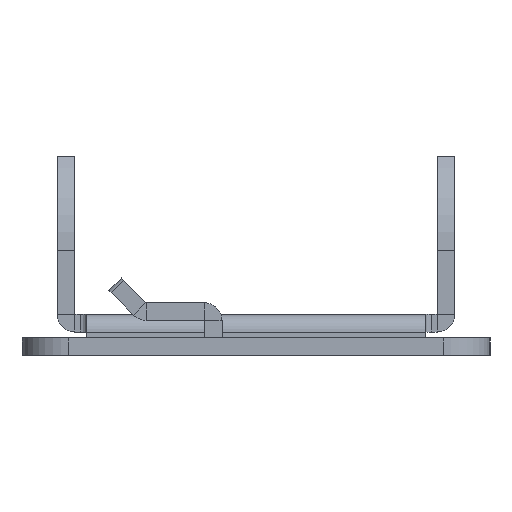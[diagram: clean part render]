
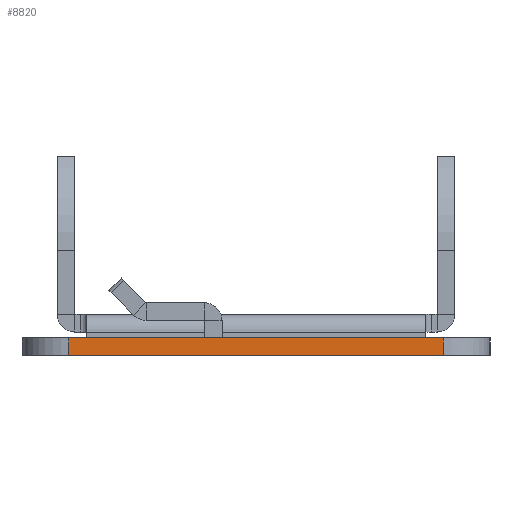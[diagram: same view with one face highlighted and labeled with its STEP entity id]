
A CAD part, left-side view. The second image highlights one B-rep face of the part: STEP entity #8820.
In plain terms, the highlighted planar face has unit normal (-1, 0, 0).
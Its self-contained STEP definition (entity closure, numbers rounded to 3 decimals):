
#39 = CARTESIAN_POINT ( 'NONE',  ( -275.01, -20., -2. ) ) ;
#44 = PLANE ( 'NONE',  #306 ) ;
#49 = DIRECTION ( 'NONE',  ( -1., 0., 0. ) ) ;
#50 = DIRECTION ( 'NONE',  ( 0., 0., 1. ) ) ;
#306 = AXIS2_PLACEMENT_3D ( 'NONE', #39, #49, #50 ) ;
#1445 = FACE_OUTER_BOUND ( 'NONE', #2402, .T. ) ;
#1556 = CARTESIAN_POINT ( 'NONE',  ( -275.01, 20., -2. ) ) ;
#1557 = DIRECTION ( 'NONE',  ( 0., -1., 0. ) ) ;
#1597 = CARTESIAN_POINT ( 'NONE',  ( -275.01, -14.49, -0.5 ) ) ;
#1600 = DIRECTION ( 'NONE',  ( 0., 1., 0. ) ) ;
#2402 = EDGE_LOOP ( 'NONE', ( #5920, #5914, #5908, #5902 ) ) ;
#2573 = VECTOR ( 'NONE', #1557, 1000. ) ;
#2578 = LINE ( 'NONE', #1556, #2573 ) ;
#2621 = LINE ( 'NONE', #1597, #2634 ) ;
#2634 = VECTOR ( 'NONE', #1600, 1000. ) ;
#3232 = CARTESIAN_POINT ( 'NONE',  ( -275.01, -16., -0.5 ) ) ;
#3233 = CARTESIAN_POINT ( 'NONE',  ( -275.01, 16., -0.5 ) ) ;
#3246 = CARTESIAN_POINT ( 'NONE',  ( -275.01, -16., -2. ) ) ;
#3300 = CARTESIAN_POINT ( 'NONE',  ( -275.01, 16., -2. ) ) ;
#5154 = CARTESIAN_POINT ( 'NONE',  ( -275.01, 16., -2. ) ) ;
#5155 = DIRECTION ( 'NONE',  ( 0., 0., -1. ) ) ;
#5165 = CARTESIAN_POINT ( 'NONE',  ( -275.01, -16., -0.5 ) ) ;
#5166 = DIRECTION ( 'NONE',  ( 0., 0., 1. ) ) ;
#5902 = ORIENTED_EDGE ( 'NONE', *, *, #7254, .T. ) ;
#5908 = ORIENTED_EDGE ( 'NONE', *, *, #6300, .T. ) ;
#5914 = ORIENTED_EDGE ( 'NONE', *, *, #7249, .T. ) ;
#5920 = ORIENTED_EDGE ( 'NONE', *, *, #6318, .T. ) ;
#6300 = EDGE_CURVE ( 'NONE', #8529, #8475, #2578, .T. ) ;
#6318 = EDGE_CURVE ( 'NONE', #8461, #8462, #2621, .T. ) ;
#6900 = VECTOR ( 'NONE', #5166, 1000. ) ;
#6906 = LINE ( 'NONE', #5165, #6900 ) ;
#6909 = LINE ( 'NONE', #5154, #6910 ) ;
#6910 = VECTOR ( 'NONE', #5155, 1000. ) ;
#7249 = EDGE_CURVE ( 'NONE', #8462, #8529, #6909, .T. ) ;
#7254 = EDGE_CURVE ( 'NONE', #8475, #8461, #6906, .T. ) ;
#8461 = VERTEX_POINT ( 'NONE', #3232 ) ;
#8462 = VERTEX_POINT ( 'NONE', #3233 ) ;
#8475 = VERTEX_POINT ( 'NONE', #3246 ) ;
#8529 = VERTEX_POINT ( 'NONE', #3300 ) ;
#8820 = ADVANCED_FACE ( 'NONE', ( #1445 ), #44, .T. ) ;
